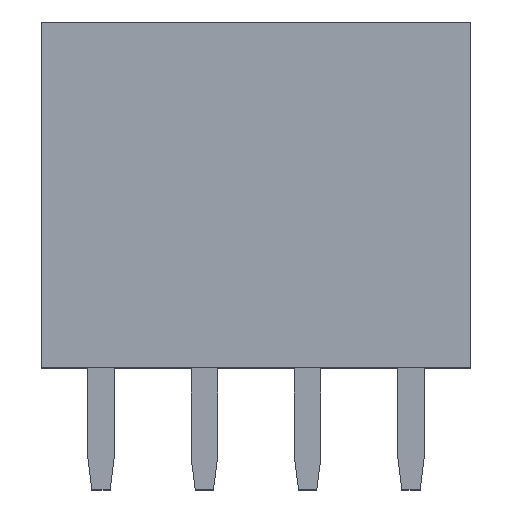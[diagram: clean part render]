
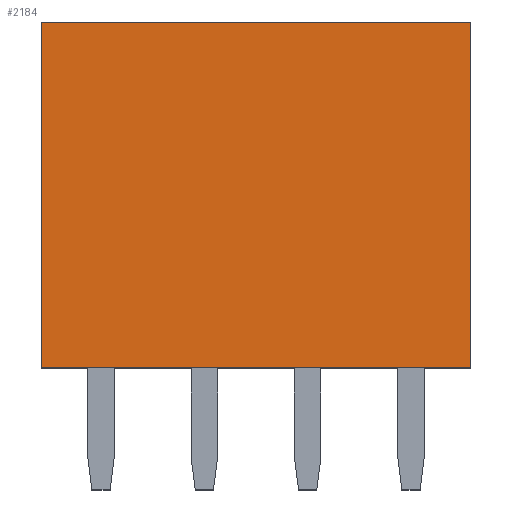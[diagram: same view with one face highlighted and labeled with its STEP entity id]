
A CAD part, top view. The second image highlights one B-rep face of the part: STEP entity #2184.
In plain terms, the highlighted planar face has unit normal (0, 0, 1).
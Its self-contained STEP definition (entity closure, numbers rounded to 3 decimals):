
#923=DIRECTION('',(1.,0.,0.));
#924=VECTOR('',#923,10.56);
#925=CARTESIAN_POINT('',(-9.09,-8.5,1.25));
#926=LINE('',#925,#924);
#930=DIRECTION('',(1.,0.,0.));
#931=VECTOR('',#930,10.56);
#932=CARTESIAN_POINT('',(-9.09,0.,1.25));
#933=LINE('',#932,#931);
#986=DIRECTION('',(0.,-1.,0.));
#987=VECTOR('',#986,8.5);
#988=CARTESIAN_POINT('',(1.47,0.,1.25));
#989=LINE('',#988,#987);
#1014=DIRECTION('',(0.,-1.,0.));
#1015=VECTOR('',#1014,8.5);
#1016=CARTESIAN_POINT('',(-9.09,0.,1.25));
#1017=LINE('',#1016,#1015);
#1238=CARTESIAN_POINT('',(-9.09,0.,1.25));
#1240=VERTEX_POINT('',#1238);
#1241=CARTESIAN_POINT('',(-9.09,-8.5,1.25));
#1242=VERTEX_POINT('',#1241);
#1254=CARTESIAN_POINT('',(1.47,0.,1.25));
#1256=VERTEX_POINT('',#1254);
#1257=CARTESIAN_POINT('',(1.47,-8.5,1.25));
#1258=VERTEX_POINT('',#1257);
#2171=CARTESIAN_POINT('',(-1.27,0.,1.25));
#2172=DIRECTION('',(0.,0.,1.));
#2173=DIRECTION('',(1.,0.,0.));
#2174=AXIS2_PLACEMENT_3D('',#2171,#2172,#2173);
#2175=PLANE('',#2174);
#2176=ORIENTED_EDGE('',*,*,#1278,.T.);
#2178=ORIENTED_EDGE('',*,*,#2177,.T.);
#2179=ORIENTED_EDGE('',*,*,#2145,.F.);
#2181=ORIENTED_EDGE('',*,*,#2180,.F.);
#2182=EDGE_LOOP('',(#2176,#2178,#2179,#2181));
#2183=FACE_OUTER_BOUND('',#2182,.F.);
#2184=ADVANCED_FACE('',(#2183),#2175,.T.);
#1278=EDGE_CURVE('',#1240,#1256,#933,.T.);
#2145=EDGE_CURVE('',#1242,#1258,#926,.T.);
#2177=EDGE_CURVE('',#1256,#1258,#989,.T.);
#2180=EDGE_CURVE('',#1240,#1242,#1017,.T.);
